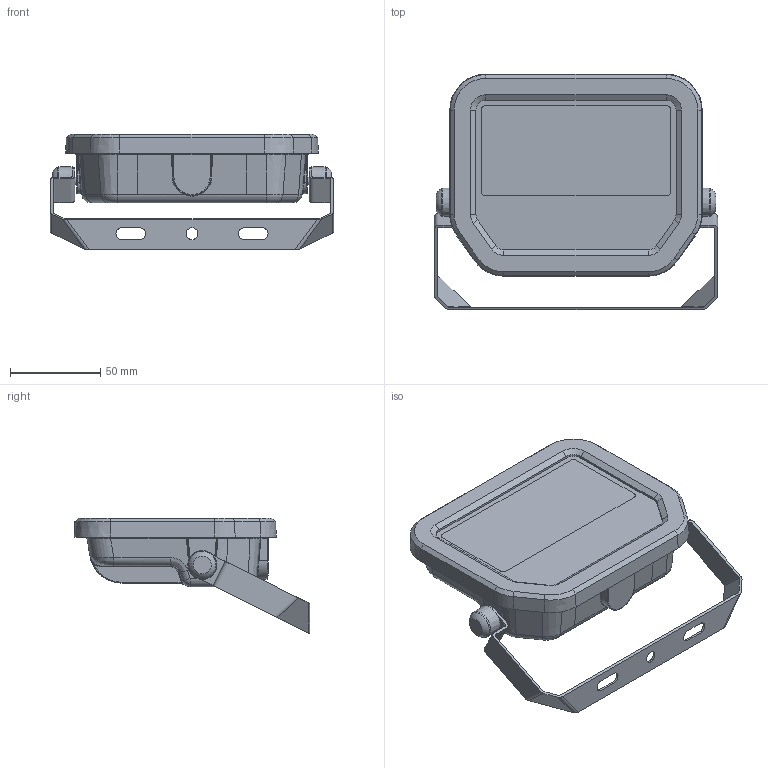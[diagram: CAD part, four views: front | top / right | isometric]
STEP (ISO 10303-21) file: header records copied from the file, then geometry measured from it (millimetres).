
FILE_DESCRIPTION (( 'STEP AP214' ), '1' );
FILE_NAME ('FL_G4_17W.STEP', '2024-05-29T09:24:22', ( '' ), ( '' ), 'SwSTEP 2.0', 'SolidWorks 2022', '' );
FILE_SCHEMA (( 'AUTOMOTIVE_DESIGN' ));
Length unit declared in the file: millimetre
Products named in the file (1): FL_G4_17W
Bounding box: 157 x 130.6 x 64.18 mm (x, y, z)
Volume: 161720.4 mm3; surface area: 118446.8 mm2
Topology: 7 solids, 7 shells, 690 faces, 1704 edges, 998 vertices
Faces by surface type: cylinder 203, plane 195, bspline 190, cone 66, torus 32, sphere 4
Full cylindrical faces by diameter (mm): 4.2 x2, 4.4 x2, 6.5 x1
Entity records: 34464 total; most frequent: CARTESIAN_POINT 12192, ORIENTED_EDGE 3304, DIRECTION 2718, EDGE_CURVE 1652, AXIS2_PLACEMENT_3D 1015, VERTEX_POINT 997, EDGE_LOOP 725, UNCERTAINTY_MEASURE_WITH_UNIT 699
